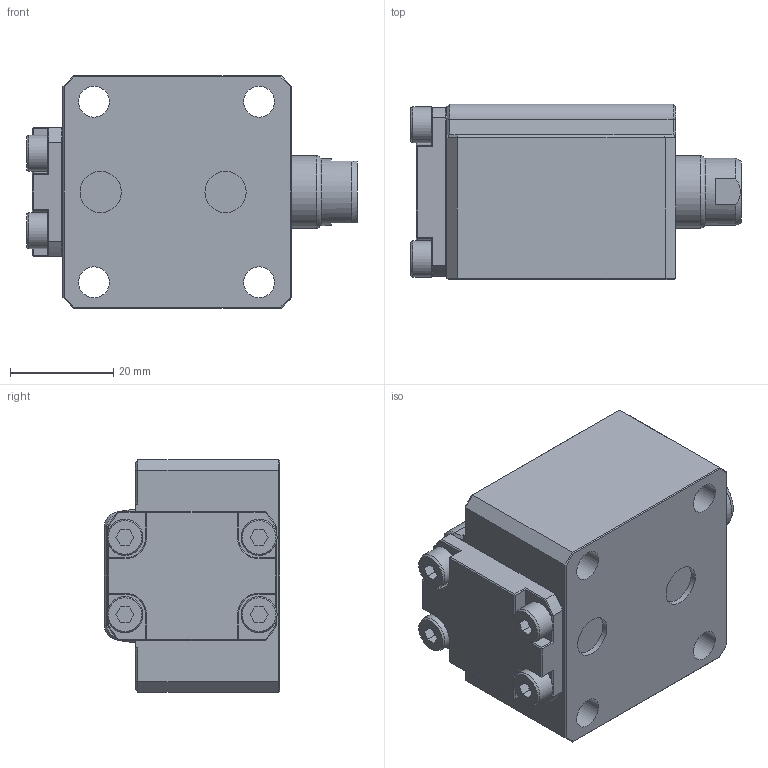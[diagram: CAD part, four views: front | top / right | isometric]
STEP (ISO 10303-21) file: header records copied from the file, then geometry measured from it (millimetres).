
FILE_DESCRIPTION(/* description */ ('Unknown'),/* implementation_level */ '2;1');
FILE_NAME(/* name */ 'HP-18-13',/* time_stamp */ '2023-06-01T10:22:44+06:00',/* author */ ('Unknown'),/* organization */ ('Unknown'),/* preprocessor_version */ 'ST-DEVELOPER v16.7',/* originating_system */ 'DEX',/* authorisation */ $);
FILE_SCHEMA (('AUTOMOTIVE_DESIGN {1 0 10303 214 3 1 1}'));
Length unit declared in the file: millimetre
Products named in the file (5): Hyd._Pusher-cyl-bore-18-stroke-13mm_asm; BODY-BORE-18-S-13_0; PISTON-BORE-18-S-13_0; BOTTOM-CAP-B18-NEW_0; M4X10_1
Assembly tree (7 placements, depth 2):
  Hyd._Pusher-cyl-bore-18-stroke-13mm_asm
    BODY-BORE-18-S-13_0
    PISTON-BORE-18-S-13_0
    BOTTOM-CAP-B18-NEW_0
    M4X10_1  x4
Bounding box: 64 x 34 x 45 mm (x, y, z)
Volume: 70659.5 mm3; surface area: 18284.6 mm2
Topology: 7 solids, 7 shells, 212 faces, 505 edges, 318 vertices
Faces by surface type: plane 144, cylinder 35, cone 31, torus 2
Full cylindrical faces by diameter (mm): 3.5 x4, 4 x4, 4.5 x4, 6 x4, 6.8 x1, 7 x4, 8 x2, 13 x1, 14 x1
Entity records: 4837 total; most frequent: CARTESIAN_POINT 832, DIRECTION 817, ORIENTED_EDGE 736, EDGE_CURVE 368, AXIS2_PLACEMENT_3D 279, LINE 259, VECTOR 259, VERTEX_POINT 246
